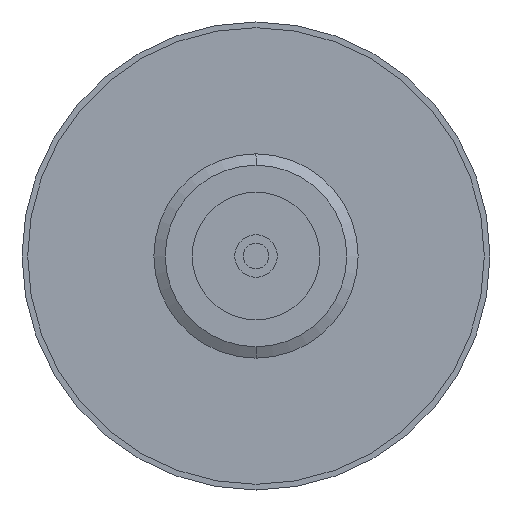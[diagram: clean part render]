
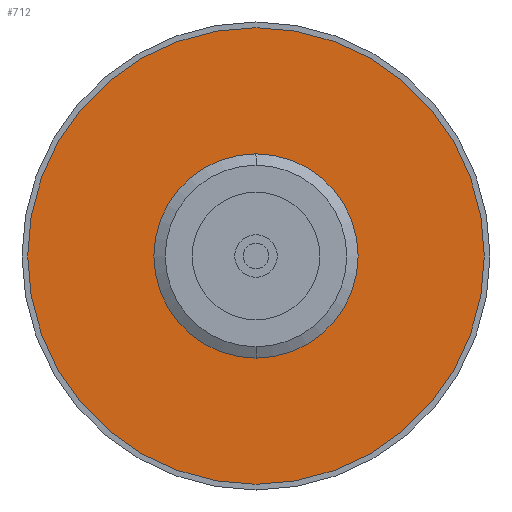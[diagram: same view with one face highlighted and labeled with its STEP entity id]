
A CAD part, front view. The second image highlights one B-rep face of the part: STEP entity #712.
In plain terms, the highlighted planar face has unit normal (0, -1, 0).
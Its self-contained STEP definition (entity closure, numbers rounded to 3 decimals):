
#10 = DIRECTION ( 'NONE',  ( 0., 1., 0. ) ) ;
#52 = ORIENTED_EDGE ( 'NONE', *, *, #1247, .F. ) ;
#95 = DIRECTION ( 'NONE',  ( 0., 1., 0. ) ) ;
#179 = EDGE_CURVE ( 'NONE', #333, #889, #351, .T. ) ;
#182 = EDGE_CURVE ( 'NONE', #453, #883, #1133, .T. ) ;
#189 = CIRCLE ( 'NONE', #1224, 3.2 ) ;
#198 = DIRECTION ( 'NONE',  ( 0., 0., 1. ) ) ;
#296 = CARTESIAN_POINT ( 'NONE',  ( 162.324, 118.752, -2.1 ) ) ;
#333 = VERTEX_POINT ( 'NONE', #560 ) ;
#351 = CIRCLE ( 'NONE', #911, 8.05 ) ;
#354 = AXIS2_PLACEMENT_3D ( 'NONE', #1225, #694, #456 ) ;
#404 = CIRCLE ( 'NONE', #729, 8.05 ) ;
#453 = VERTEX_POINT ( 'NONE', #476 ) ;
#456 = DIRECTION ( 'NONE',  ( 0., 0., -1. ) ) ;
#476 = CARTESIAN_POINT ( 'NONE',  ( 162.324, 118.752, -5.3 ) ) ;
#490 = EDGE_LOOP ( 'NONE', ( #649, #1253 ) ) ;
#517 = EDGE_CURVE ( 'NONE', #883, #453, #189, .T. ) ;
#528 = AXIS2_PLACEMENT_3D ( 'NONE', #1189, #95, #1288 ) ;
#560 = CARTESIAN_POINT ( 'NONE',  ( 162.324, 118.752, -10.15 ) ) ;
#631 = CARTESIAN_POINT ( 'NONE',  ( 162.324, 118.752, 1.1 ) ) ;
#649 = ORIENTED_EDGE ( 'NONE', *, *, #517, .T. ) ;
#694 = DIRECTION ( 'NONE',  ( 0., -1., 0. ) ) ;
#701 = DIRECTION ( 'NONE',  ( 0., 0., 1. ) ) ;
#705 = DIRECTION ( 'NONE',  ( 0., 1., 0. ) ) ;
#712 = ADVANCED_FACE ( 'NONE', ( #1208, #997 ), #912, .T. ) ;
#729 = AXIS2_PLACEMENT_3D ( 'NONE', #813, #705, #198 ) ;
#760 = CARTESIAN_POINT ( 'NONE',  ( 162.324, 118.752, 5.95 ) ) ;
#813 = CARTESIAN_POINT ( 'NONE',  ( 162.324, 118.752, -2.1 ) ) ;
#834 = EDGE_LOOP ( 'NONE', ( #52, #931 ) ) ;
#844 = DIRECTION ( 'NONE',  ( 0., 1., 0. ) ) ;
#883 = VERTEX_POINT ( 'NONE', #631 ) ;
#887 = DIRECTION ( 'NONE',  ( 0., 0., 1. ) ) ;
#889 = VERTEX_POINT ( 'NONE', #760 ) ;
#911 = AXIS2_PLACEMENT_3D ( 'NONE', #1037, #10, #887 ) ;
#912 = PLANE ( 'NONE',  #354 ) ;
#931 = ORIENTED_EDGE ( 'NONE', *, *, #179, .F. ) ;
#997 = FACE_OUTER_BOUND ( 'NONE', #834, .T. ) ;
#1037 = CARTESIAN_POINT ( 'NONE',  ( 162.324, 118.752, -2.1 ) ) ;
#1133 = CIRCLE ( 'NONE', #528, 3.2 ) ;
#1189 = CARTESIAN_POINT ( 'NONE',  ( 162.324, 118.752, -2.1 ) ) ;
#1208 = FACE_BOUND ( 'NONE', #490, .T. ) ;
#1224 = AXIS2_PLACEMENT_3D ( 'NONE', #296, #844, #701 ) ;
#1225 = CARTESIAN_POINT ( 'NONE',  ( 170.374, 118.752, -2.1 ) ) ;
#1247 = EDGE_CURVE ( 'NONE', #889, #333, #404, .T. ) ;
#1253 = ORIENTED_EDGE ( 'NONE', *, *, #182, .T. ) ;
#1288 = DIRECTION ( 'NONE',  ( 0., 0., 1. ) ) ;
